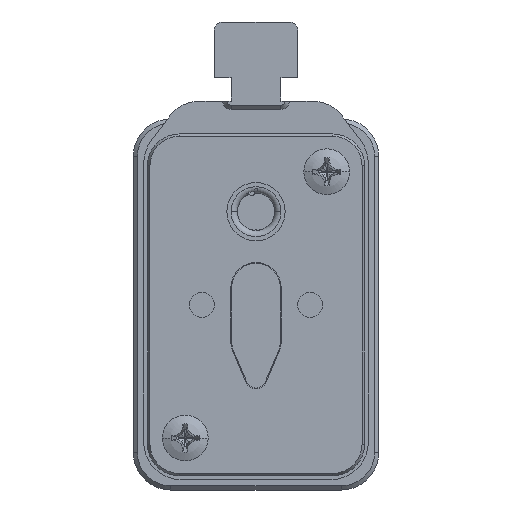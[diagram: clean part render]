
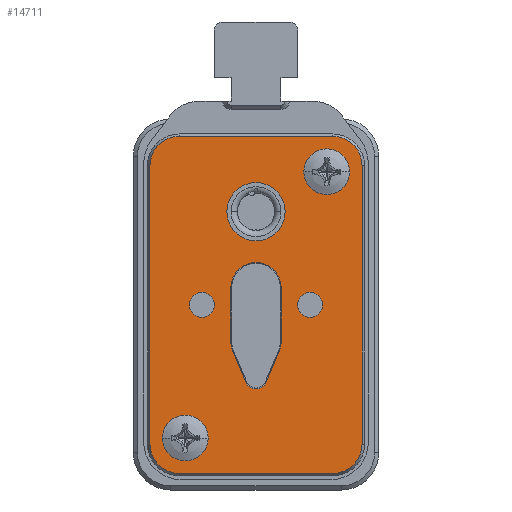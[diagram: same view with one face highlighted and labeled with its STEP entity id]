
A CAD part, front view. The second image highlights one B-rep face of the part: STEP entity #14711.
In plain terms, the highlighted planar face has unit normal (0, -1, 0).
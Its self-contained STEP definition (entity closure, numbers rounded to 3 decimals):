
#3316=CARTESIAN_POINT('',(-9.25,-24.4,-16.8));
#3317=DIRECTION('',(0.,-1.,0.));
#3318=DIRECTION('',(-1.,0.,0.));
#3319=AXIS2_PLACEMENT_3D('',#3316,#3317,#3318);
#3321=DIRECTION('',(0.,0.,-1.));
#3322=VECTOR('',#3321,33.5);
#3323=CARTESIAN_POINT('',(-12.75,-24.4,16.7));
#3324=LINE('',#3323,#3322);
#3325=CARTESIAN_POINT('',(-9.25,-24.4,16.7));
#3326=DIRECTION('',(0.,-1.,0.));
#3327=DIRECTION('',(0.,0.,1.));
#3328=AXIS2_PLACEMENT_3D('',#3325,#3326,#3327);
#3330=DIRECTION('',(-1.,0.,0.));
#3331=VECTOR('',#3330,18.5);
#3332=CARTESIAN_POINT('',(9.25,-24.4,20.2));
#3333=LINE('',#3332,#3331);
#3334=CARTESIAN_POINT('',(9.25,-24.4,16.7));
#3335=DIRECTION('',(0.,-1.,0.));
#3336=DIRECTION('',(1.,0.,0.));
#3337=AXIS2_PLACEMENT_3D('',#3334,#3335,#3336);
#3339=DIRECTION('',(0.,0.,1.));
#3340=VECTOR('',#3339,33.5);
#3341=CARTESIAN_POINT('',(12.75,-24.4,-16.8));
#3342=LINE('',#3341,#3340);
#3343=CARTESIAN_POINT('',(9.25,-24.4,-16.8));
#3344=DIRECTION('',(0.,-1.,0.));
#3345=DIRECTION('',(0.,0.,-1.));
#3346=AXIS2_PLACEMENT_3D('',#3343,#3344,#3345);
#3348=DIRECTION('',(1.,0.,0.));
#3349=VECTOR('',#3348,18.5);
#3350=CARTESIAN_POINT('',(-9.25,-24.4,-20.3));
#3351=LINE('',#3350,#3349);
#3352=CARTESIAN_POINT('',(0.,-24.4,2.02));
#3353=DIRECTION('',(0.,-1.,0.));
#3354=DIRECTION('',(1.,0.,0.));
#3355=AXIS2_PLACEMENT_3D('',#3352,#3353,#3354);
#3357=DIRECTION('',(0.,0.,-1.));
#3358=VECTOR('',#3357,6.444);
#3359=CARTESIAN_POINT('',(-3.025,-24.4,2.02));
#3360=LINE('',#3359,#3358);
#3361=CARTESIAN_POINT('',(0.075,-24.4,-4.424));
#3362=DIRECTION('',(0.,-1.,0.));
#3363=DIRECTION('',(-1.,0.,0.));
#3364=AXIS2_PLACEMENT_3D('',#3361,#3362,#3363);
#3366=DIRECTION('',(0.391,0.,-0.921));
#3367=VECTOR('',#3366,4.049);
#3368=CARTESIAN_POINT('',(-2.779,-24.4,-5.635));
#3369=LINE('',#3368,#3367);
#3370=CARTESIAN_POINT('',(0.,-24.4,-8.855));
#3371=DIRECTION('',(0.,-1.,0.));
#3372=DIRECTION('',(-0.921,0.,-0.391));
#3373=AXIS2_PLACEMENT_3D('',#3370,#3371,#3372);
#3375=DIRECTION('',(0.391,0.,0.921));
#3376=VECTOR('',#3375,4.049);
#3377=CARTESIAN_POINT('',(1.197,-24.4,-9.363));
#3378=LINE('',#3377,#3376);
#3379=CARTESIAN_POINT('',(-0.075,-24.4,-4.424));
#3380=DIRECTION('',(0.,-1.,0.));
#3381=DIRECTION('',(0.921,0.,-0.391));
#3382=AXIS2_PLACEMENT_3D('',#3379,#3380,#3381);
#3384=DIRECTION('',(0.,0.,1.));
#3385=VECTOR('',#3384,6.444);
#3386=CARTESIAN_POINT('',(3.025,-24.4,-4.424));
#3387=LINE('',#3386,#3385);
#3388=CARTESIAN_POINT('',(6.5,-24.4,-0.05));
#3389=DIRECTION('',(0.,-1.,0.));
#3390=DIRECTION('',(1.,0.,0.));
#3391=AXIS2_PLACEMENT_3D('',#3388,#3389,#3390);
#3393=CARTESIAN_POINT('',(6.5,-24.4,-0.05));
#3394=DIRECTION('',(0.,-1.,0.));
#3395=DIRECTION('',(-1.,0.,0.));
#3396=AXIS2_PLACEMENT_3D('',#3393,#3394,#3395);
#3398=CARTESIAN_POINT('',(-6.5,-24.4,-0.05));
#3399=DIRECTION('',(0.,-1.,0.));
#3400=DIRECTION('',(1.,0.,0.));
#3401=AXIS2_PLACEMENT_3D('',#3398,#3399,#3400);
#3403=CARTESIAN_POINT('',(-6.5,-24.4,-0.05));
#3404=DIRECTION('',(0.,-1.,0.));
#3405=DIRECTION('',(-1.,0.,0.));
#3406=AXIS2_PLACEMENT_3D('',#3403,#3404,#3405);
#3468=CARTESIAN_POINT('',(0.,-24.4,11.15));
#3469=DIRECTION('',(0.,1.,0.));
#3470=DIRECTION('',(-1.,0.,0.));
#3471=AXIS2_PLACEMENT_3D('',#3468,#3469,#3470);
#3473=CARTESIAN_POINT('',(0.,-24.4,11.15));
#3474=DIRECTION('',(0.,1.,0.));
#3475=DIRECTION('',(1.,0.,0.));
#3476=AXIS2_PLACEMENT_3D('',#3473,#3474,#3475);
#3497=CARTESIAN_POINT('',(-8.5,-24.4,-16.05));
#3498=DIRECTION('',(0.,1.,0.));
#3499=DIRECTION('',(-1.,0.,0.));
#3500=AXIS2_PLACEMENT_3D('',#3497,#3498,#3499);
#3502=CARTESIAN_POINT('',(-8.5,-24.4,-16.05));
#3503=DIRECTION('',(0.,1.,0.));
#3504=DIRECTION('',(1.,0.,0.));
#3505=AXIS2_PLACEMENT_3D('',#3502,#3503,#3504);
#3507=CARTESIAN_POINT('',(8.5,-24.4,15.95));
#3508=DIRECTION('',(0.,1.,0.));
#3509=DIRECTION('',(-1.,0.,0.));
#3510=AXIS2_PLACEMENT_3D('',#3507,#3508,#3509);
#3512=CARTESIAN_POINT('',(8.5,-24.4,15.95));
#3513=DIRECTION('',(0.,1.,0.));
#3514=DIRECTION('',(1.,0.,0.));
#3515=AXIS2_PLACEMENT_3D('',#3512,#3513,#3514);
#9062=CARTESIAN_POINT('',(3.025,-24.4,2.02));
#9063=CARTESIAN_POINT('',(-3.025,-24.4,2.02));
#9064=VERTEX_POINT('',#9062);
#9065=VERTEX_POINT('',#9063);
#9066=CARTESIAN_POINT('',(-3.025,-24.4,-4.424));
#9067=VERTEX_POINT('',#9066);
#9068=CARTESIAN_POINT('',(-2.779,-24.4,-5.635));
#9069=VERTEX_POINT('',#9068);
#9070=CARTESIAN_POINT('',(-1.197,-24.4,-9.363));
#9071=VERTEX_POINT('',#9070);
#9072=CARTESIAN_POINT('',(1.197,-24.4,-9.363));
#9073=VERTEX_POINT('',#9072);
#9074=CARTESIAN_POINT('',(2.779,-24.4,-5.635));
#9075=VERTEX_POINT('',#9074);
#9076=CARTESIAN_POINT('',(3.025,-24.4,-4.424));
#9077=VERTEX_POINT('',#9076);
#9150=CARTESIAN_POINT('',(8.,-24.4,-0.05));
#9151=VERTEX_POINT('',#9150);
#9152=CARTESIAN_POINT('',(5.,-24.4,-0.05));
#9153=VERTEX_POINT('',#9152);
#9154=CARTESIAN_POINT('',(-5.,-24.4,-0.05));
#9155=VERTEX_POINT('',#9154);
#9156=CARTESIAN_POINT('',(-8.,-24.4,-0.05));
#9157=VERTEX_POINT('',#9156);
#9178=CARTESIAN_POINT('',(-12.75,-24.4,-16.8));
#9179=CARTESIAN_POINT('',(-9.25,-24.4,-20.3));
#9180=VERTEX_POINT('',#9178);
#9181=VERTEX_POINT('',#9179);
#9182=CARTESIAN_POINT('',(9.25,-24.4,-20.3));
#9183=VERTEX_POINT('',#9182);
#9184=CARTESIAN_POINT('',(12.75,-24.4,-16.8));
#9185=VERTEX_POINT('',#9184);
#9186=CARTESIAN_POINT('',(12.75,-24.4,16.7));
#9187=VERTEX_POINT('',#9186);
#9188=CARTESIAN_POINT('',(9.25,-24.4,20.2));
#9189=VERTEX_POINT('',#9188);
#9190=CARTESIAN_POINT('',(-9.25,-24.4,20.2));
#9191=VERTEX_POINT('',#9190);
#9192=CARTESIAN_POINT('',(-12.75,-24.4,16.7));
#9193=VERTEX_POINT('',#9192);
#9844=CARTESIAN_POINT('',(-3.5,-24.4,11.15));
#9845=CARTESIAN_POINT('',(3.5,-24.4,11.15));
#9846=VERTEX_POINT('',#9844);
#9847=VERTEX_POINT('',#9845);
#10298=CARTESIAN_POINT('',(-11.25,-24.4,-16.05));
#10299=CARTESIAN_POINT('',(-5.75,-24.4,-16.05));
#10300=VERTEX_POINT('',#10298);
#10301=VERTEX_POINT('',#10299);
#10442=CARTESIAN_POINT('',(5.75,-24.4,15.95));
#10443=CARTESIAN_POINT('',(11.25,-24.4,15.95));
#10444=VERTEX_POINT('',#10442);
#10445=VERTEX_POINT('',#10443);
#14640=CARTESIAN_POINT('',(0.,-24.4,-0.05));
#14641=DIRECTION('',(0.,-1.,0.));
#14642=DIRECTION('',(1.,0.,0.));
#14643=AXIS2_PLACEMENT_3D('',#14640,#14641,#14642);
#14644=PLANE('',#14643);
#14646=ORIENTED_EDGE('',*,*,#14645,.F.);
#14648=ORIENTED_EDGE('',*,*,#14647,.F.);
#14650=ORIENTED_EDGE('',*,*,#14649,.F.);
#14652=ORIENTED_EDGE('',*,*,#14651,.F.);
#14654=ORIENTED_EDGE('',*,*,#14653,.F.);
#14656=ORIENTED_EDGE('',*,*,#14655,.F.);
#14658=ORIENTED_EDGE('',*,*,#14657,.F.);
#14660=ORIENTED_EDGE('',*,*,#14659,.F.);
#14661=EDGE_LOOP('',(#14646,#14648,#14650,#14652,#14654,#14656,#14658,#14660));
#14662=FACE_OUTER_BOUND('',#14661,.F.);
#14664=ORIENTED_EDGE('',*,*,#14663,.T.);
#14666=ORIENTED_EDGE('',*,*,#14665,.T.);
#14668=ORIENTED_EDGE('',*,*,#14667,.T.);
#14670=ORIENTED_EDGE('',*,*,#14669,.T.);
#14672=ORIENTED_EDGE('',*,*,#14671,.T.);
#14674=ORIENTED_EDGE('',*,*,#14673,.T.);
#14676=ORIENTED_EDGE('',*,*,#14675,.T.);
#14678=ORIENTED_EDGE('',*,*,#14677,.T.);
#14679=EDGE_LOOP('',(#14664,#14666,#14668,#14670,#14672,#14674,#14676,#14678));
#14680=FACE_BOUND('',#14679,.F.);
#14682=ORIENTED_EDGE('',*,*,#14681,.T.);
#14684=ORIENTED_EDGE('',*,*,#14683,.T.);
#14685=EDGE_LOOP('',(#14682,#14684));
#14686=FACE_BOUND('',#14685,.F.);
#14688=ORIENTED_EDGE('',*,*,#14687,.T.);
#14690=ORIENTED_EDGE('',*,*,#14689,.T.);
#14691=EDGE_LOOP('',(#14688,#14690));
#14692=FACE_BOUND('',#14691,.F.);
#14694=ORIENTED_EDGE('',*,*,#14693,.F.);
#14696=ORIENTED_EDGE('',*,*,#14695,.F.);
#14697=EDGE_LOOP('',(#14694,#14696));
#14698=FACE_BOUND('',#14697,.F.);
#14700=ORIENTED_EDGE('',*,*,#14699,.F.);
#14702=ORIENTED_EDGE('',*,*,#14701,.F.);
#14703=EDGE_LOOP('',(#14700,#14702));
#14704=FACE_BOUND('',#14703,.F.);
#14706=ORIENTED_EDGE('',*,*,#14705,.F.);
#14708=ORIENTED_EDGE('',*,*,#14707,.F.);
#14709=EDGE_LOOP('',(#14706,#14708));
#14710=FACE_BOUND('',#14709,.F.);
#3320=CIRCLE('',#3319,3.5);
#3329=CIRCLE('',#3328,3.5);
#3338=CIRCLE('',#3337,3.5);
#3347=CIRCLE('',#3346,3.5);
#3356=CIRCLE('',#3355,3.025);
#3365=CIRCLE('',#3364,3.1);
#3374=CIRCLE('',#3373,1.3);
#3383=CIRCLE('',#3382,3.1);
#3392=CIRCLE('',#3391,1.5);
#3397=CIRCLE('',#3396,1.5);
#3402=CIRCLE('',#3401,1.5);
#3407=CIRCLE('',#3406,1.5);
#3472=CIRCLE('',#3471,3.5);
#3477=CIRCLE('',#3476,3.5);
#3501=CIRCLE('',#3500,2.75);
#3506=CIRCLE('',#3505,2.75);
#3511=CIRCLE('',#3510,2.75);
#3516=CIRCLE('',#3515,2.75);
#14645=EDGE_CURVE('',#9180,#9181,#3320,.T.);
#14647=EDGE_CURVE('',#9193,#9180,#3324,.T.);
#14649=EDGE_CURVE('',#9191,#9193,#3329,.T.);
#14651=EDGE_CURVE('',#9189,#9191,#3333,.T.);
#14653=EDGE_CURVE('',#9187,#9189,#3338,.T.);
#14655=EDGE_CURVE('',#9185,#9187,#3342,.T.);
#14657=EDGE_CURVE('',#9183,#9185,#3347,.T.);
#14659=EDGE_CURVE('',#9181,#9183,#3351,.T.);
#14663=EDGE_CURVE('',#9064,#9065,#3356,.T.);
#14665=EDGE_CURVE('',#9065,#9067,#3360,.T.);
#14667=EDGE_CURVE('',#9067,#9069,#3365,.T.);
#14669=EDGE_CURVE('',#9069,#9071,#3369,.T.);
#14671=EDGE_CURVE('',#9071,#9073,#3374,.T.);
#14673=EDGE_CURVE('',#9073,#9075,#3378,.T.);
#14675=EDGE_CURVE('',#9075,#9077,#3383,.T.);
#14677=EDGE_CURVE('',#9077,#9064,#3387,.T.);
#14681=EDGE_CURVE('',#9151,#9153,#3392,.T.);
#14683=EDGE_CURVE('',#9153,#9151,#3397,.T.);
#14687=EDGE_CURVE('',#9155,#9157,#3402,.T.);
#14689=EDGE_CURVE('',#9157,#9155,#3407,.T.);
#14693=EDGE_CURVE('',#9846,#9847,#3472,.T.);
#14695=EDGE_CURVE('',#9847,#9846,#3477,.T.);
#14699=EDGE_CURVE('',#10300,#10301,#3501,.T.);
#14701=EDGE_CURVE('',#10301,#10300,#3506,.T.);
#14705=EDGE_CURVE('',#10444,#10445,#3511,.T.);
#14707=EDGE_CURVE('',#10445,#10444,#3516,.T.);
#14711=ADVANCED_FACE('',(#14662,#14680,#14686,#14692,#14698,#14704,#14710),
#14644,.T.);
